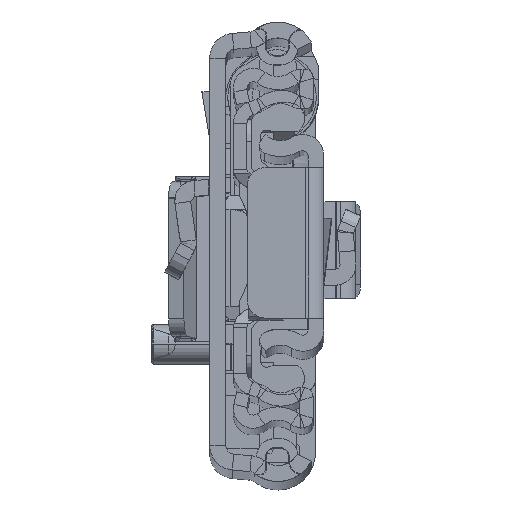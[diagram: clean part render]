
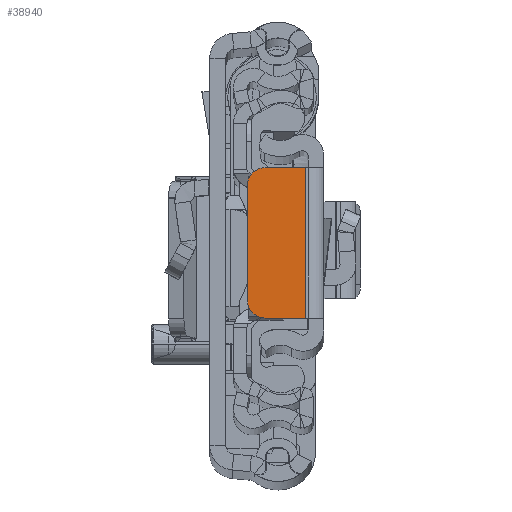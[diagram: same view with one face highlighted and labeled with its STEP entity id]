
A CAD part, top view. The second image highlights one B-rep face of the part: STEP entity #38940.
In plain terms, the highlighted planar face has unit normal (0, 0, 1).
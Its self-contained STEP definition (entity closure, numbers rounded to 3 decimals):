
#233 = ORIENTED_EDGE ( 'NONE', *, *, #28752, .T. ) ;
#266 = CARTESIAN_POINT ( 'NONE',  ( 0., 8.5, 0. ) ) ;
#539 = EDGE_CURVE ( 'NONE', #25536, #29200, #28984, .T. ) ;
#2269 = CARTESIAN_POINT ( 'NONE',  ( -2.05, -8.5, 0. ) ) ;
#2530 = VERTEX_POINT ( 'NONE', #10856 ) ;
#4129 = VECTOR ( 'NONE', #25828, 1000. ) ;
#4391 = CARTESIAN_POINT ( 'NONE',  ( -6.65, -6.5, 0. ) ) ;
#4678 = LINE ( 'NONE', #24156, #32948 ) ;
#4734 = DIRECTION ( 'NONE',  ( 0., 0., 1. ) ) ;
#4825 = EDGE_CURVE ( 'NONE', #29200, #22436, #9287, .T. ) ;
#5140 = CARTESIAN_POINT ( 'NONE',  ( -6.65, 6.5, 0. ) ) ;
#5699 = ORIENTED_EDGE ( 'NONE', *, *, #35351, .T. ) ;
#5734 = ORIENTED_EDGE ( 'NONE', *, *, #4825, .T. ) ;
#5934 = DIRECTION ( 'NONE',  ( 0., -1., 0. ) ) ;
#9287 = CIRCLE ( 'NONE', #32710, 2. ) ;
#9741 = DIRECTION ( 'NONE',  ( -1., 0., 0. ) ) ;
#10548 = ORIENTED_EDGE ( 'NONE', *, *, #539, .T. ) ;
#10764 = ORIENTED_EDGE ( 'NONE', *, *, #41258, .T. ) ;
#10856 = CARTESIAN_POINT ( 'NONE',  ( -8.65, -6.5, 0. ) ) ;
#12024 = VERTEX_POINT ( 'NONE', #2269 ) ;
#12888 = PLANE ( 'NONE',  #19792 ) ;
#13241 = LINE ( 'NONE', #25033, #29384 ) ;
#14162 = EDGE_CURVE ( 'NONE', #25536, #12024, #25633, .T. ) ;
#16525 = VERTEX_POINT ( 'NONE', #28452 ) ;
#18339 = DIRECTION ( 'NONE',  ( 1., 0., 0. ) ) ;
#19792 = AXIS2_PLACEMENT_3D ( 'NONE', #28588, #41199, #9741 ) ;
#22436 = VERTEX_POINT ( 'NONE', #33476 ) ;
#24156 = CARTESIAN_POINT ( 'NONE',  ( -8.65, 0., 0. ) ) ;
#25033 = CARTESIAN_POINT ( 'NONE',  ( 0., -8.5, 0. ) ) ;
#25536 = VERTEX_POINT ( 'NONE', #34602 ) ;
#25633 = LINE ( 'NONE', #38425, #38044 ) ;
#25828 = DIRECTION ( 'NONE',  ( -1., 0., 0. ) ) ;
#28452 = CARTESIAN_POINT ( 'NONE',  ( -6.65, -8.5, 0. ) ) ;
#28588 = CARTESIAN_POINT ( 'NONE',  ( 0., 0., 0. ) ) ;
#28752 = EDGE_CURVE ( 'NONE', #16525, #12024, #13241, .T. ) ;
#28984 = LINE ( 'NONE', #266, #4129 ) ;
#29200 = VERTEX_POINT ( 'NONE', #37549 ) ;
#29384 = VECTOR ( 'NONE', #18339, 1000. ) ;
#30941 = CIRCLE ( 'NONE', #34950, 2. ) ;
#32710 = AXIS2_PLACEMENT_3D ( 'NONE', #5140, #4734, #40173 ) ;
#32948 = VECTOR ( 'NONE', #39483, 1000. ) ;
#33255 = EDGE_LOOP ( 'NONE', ( #5699, #10764, #233, #35747, #10548, #5734 ) ) ;
#33476 = CARTESIAN_POINT ( 'NONE',  ( -8.65, 6.5, 0. ) ) ;
#34602 = CARTESIAN_POINT ( 'NONE',  ( -2.05, 8.5, 0. ) ) ;
#34950 = AXIS2_PLACEMENT_3D ( 'NONE', #4391, #40008, #39604 ) ;
#35351 = EDGE_CURVE ( 'NONE', #22436, #2530, #4678, .T. ) ;
#35747 = ORIENTED_EDGE ( 'NONE', *, *, #14162, .F. ) ;
#37549 = CARTESIAN_POINT ( 'NONE',  ( -6.65, 8.5, 0. ) ) ;
#38044 = VECTOR ( 'NONE', #5934, 1000. ) ;
#38425 = CARTESIAN_POINT ( 'NONE',  ( -2.05, -8.5, 0. ) ) ;
#38656 = FACE_OUTER_BOUND ( 'NONE', #33255, .T. ) ;
#38940 = ADVANCED_FACE ( 'NONE', ( #38656 ), #12888, .F. ) ;
#39483 = DIRECTION ( 'NONE',  ( 0., -1., 0. ) ) ;
#39604 = DIRECTION ( 'NONE',  ( -1., 0., 0. ) ) ;
#40008 = DIRECTION ( 'NONE',  ( 0., 0., 1. ) ) ;
#40173 = DIRECTION ( 'NONE',  ( -1., 0., 0. ) ) ;
#41199 = DIRECTION ( 'NONE',  ( 0., 0., -1. ) ) ;
#41258 = EDGE_CURVE ( 'NONE', #2530, #16525, #30941, .T. ) ;
